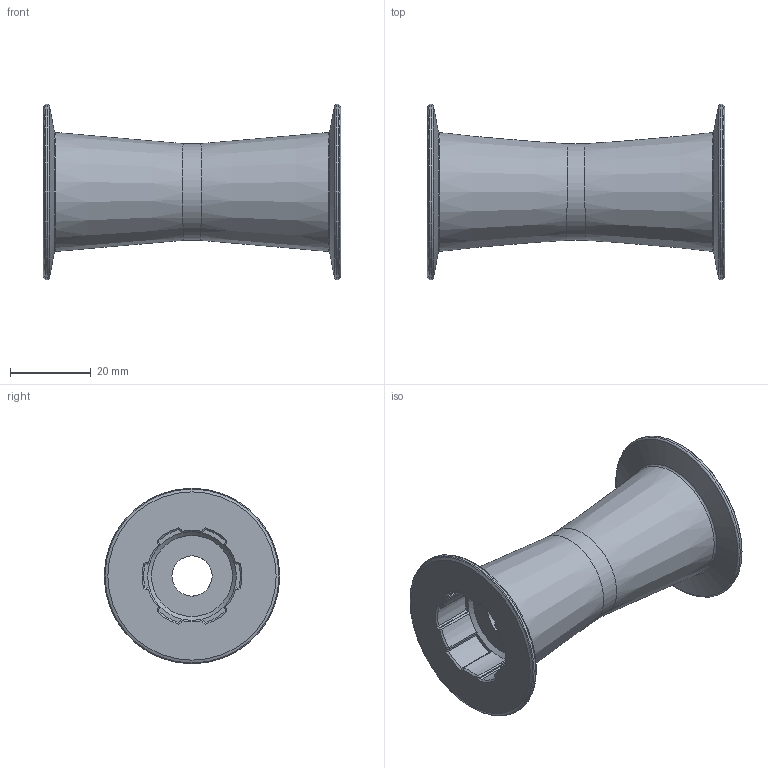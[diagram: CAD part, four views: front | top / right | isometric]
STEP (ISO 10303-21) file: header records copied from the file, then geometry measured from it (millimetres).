
FILE_DESCRIPTION(('FreeCAD Model'),'2;1');
FILE_NAME('Open CASCADE Shape Model','2025-05-27T20:30:30',(''),(''), 'Open CASCADE STEP processor 7.6','FreeCAD','Unknown');
FILE_SCHEMA(('AUTOMOTIVE_DESIGN { 1 0 10303 214 1 1 1 1 }'));
Length unit declared in the file: millimetre
Products named in the file (1): back roller
Bounding box: 74 x 43.6 x 43.6 mm (x, y, z)
Volume: 32320.6 mm3; surface area: 13706.8 mm2
Topology: 1 solids, 1 shells, 229 faces, 542 edges, 318 vertices
Faces by surface type: plane 162, cone 34, cylinder 29, torus 4
Full cylindrical faces by diameter (mm): 10 x1, 24 x1, 43.6 x2
Entity records: 14006 total; most frequent: CARTESIAN_POINT 3126, DIRECTION 2010, LINE 1294, VECTOR 1294, ORIENTED_EDGE 1084, PCURVE 1084, DEFINITIONAL_REPRESENTATION 1084, EDGE_CURVE 542
